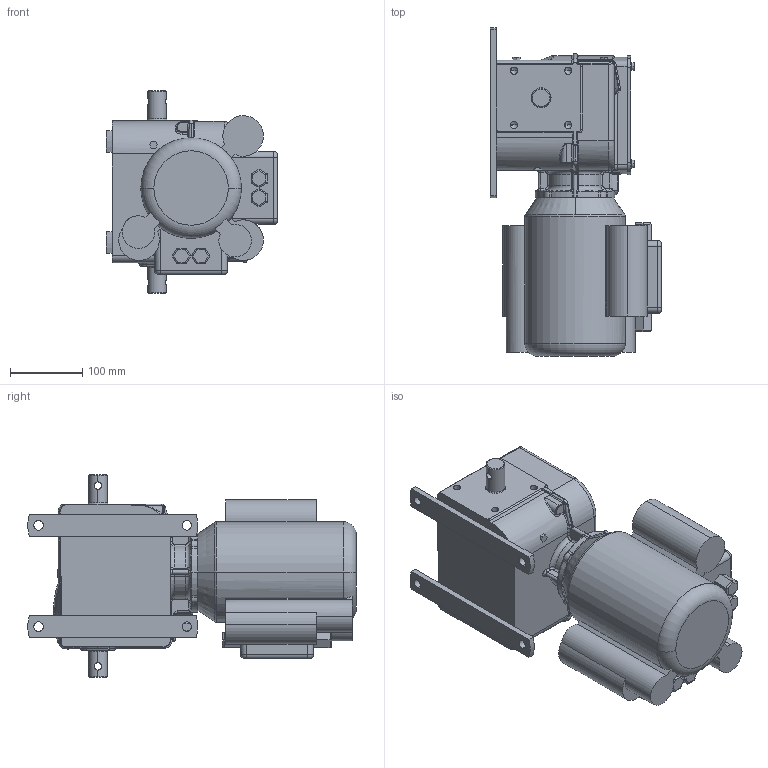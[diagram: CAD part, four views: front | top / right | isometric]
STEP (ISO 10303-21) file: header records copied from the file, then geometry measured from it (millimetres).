
FILE_DESCRIPTION (( 'STEP AP214' ), '1' );
FILE_NAME ('010219933_EWA_52_3D__DE.STEP', '2022-12-20T10:21:17', ( '' ), ( '' ), 'SwSTEP 2.0', 'SolidWorks 2022', '' );
FILE_SCHEMA (( 'AUTOMOTIVE_DESIGN' ));
Length unit declared in the file: millimetre
Products named in the file (3): 010219083_EWA_52_3D__DE; 010219933_EWA_52_3D__DE; 010219346_EWA_52_3D__DE
Assembly tree (2 placements, depth 2):
  010219933_EWA_52_3D__DE
    010219083_EWA_52_3D__DE
    010219346_EWA_52_3D__DE
Bounding box: 236.5 x 454.3 x 280 mm (x, y, z)
Volume: 14653277 mm3; surface area: 608501.7 mm2
Topology: 3 solids, 3 shells, 821 faces, 2015 edges, 1192 vertices
Faces by surface type: cylinder 308, plane 208, bspline 170, torus 103, cone 21, sphere 11
Entity records: 34110 total; most frequent: CARTESIAN_POINT 15946, ORIENTED_EDGE 3960, DIRECTION 3557, EDGE_CURVE 1980, AXIS2_PLACEMENT_3D 1394, VERTEX_POINT 1191, EDGE_LOOP 859, ADVANCED_FACE 821
